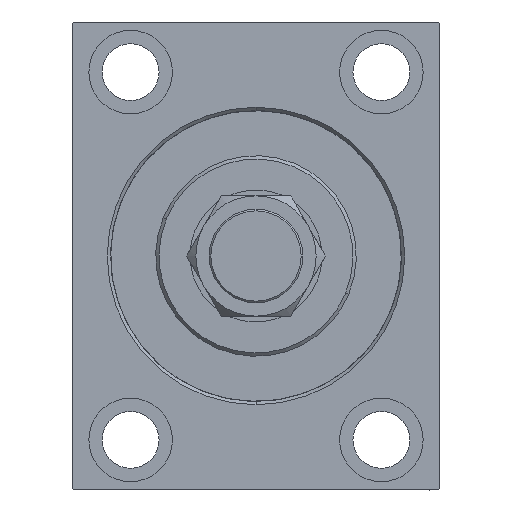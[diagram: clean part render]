
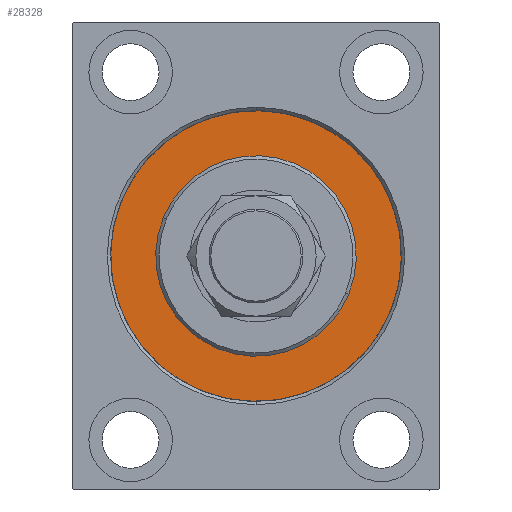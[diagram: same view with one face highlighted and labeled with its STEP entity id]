
A CAD part, left-side view. The second image highlights one B-rep face of the part: STEP entity #28328.
In plain terms, the highlighted face is planar.
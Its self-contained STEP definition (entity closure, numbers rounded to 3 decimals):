
#2800 = VERTEX_POINT ( 'NONE', #19426 ) ;
#3794 = CARTESIAN_POINT ( 'NONE',  ( 0., 0., -43.5 ) ) ;
#4650 = DIRECTION ( 'NONE',  ( 0., 0., 1. ) ) ;
#5011 = AXIS2_PLACEMENT_3D ( 'NONE', #24966, #38192, #42133 ) ;
#5018 = EDGE_CURVE ( 'NONE', #2800, #15032, #30188, .T. ) ;
#5427 = DIRECTION ( 'NONE',  ( 1., 0., 0. ) ) ;
#5899 = EDGE_CURVE ( 'NONE', #15032, #2800, #9473, .T. ) ;
#6942 = CARTESIAN_POINT ( 'NONE',  ( 0., 0., -30. ) ) ;
#6978 = DIRECTION ( 'NONE',  ( -1., 0., 0. ) ) ;
#9185 = EDGE_CURVE ( 'NONE', #39712, #15590, #24975, .T. ) ;
#9473 = CIRCLE ( 'NONE', #5011, 30. ) ;
#10573 = AXIS2_PLACEMENT_3D ( 'NONE', #45445, #6978, #31541 ) ;
#11591 = AXIS2_PLACEMENT_3D ( 'NONE', #14626, #36857, #4650 ) ;
#11691 = DIRECTION ( 'NONE',  ( 0., 0., -1. ) ) ;
#14626 = CARTESIAN_POINT ( 'NONE',  ( 0., 0., 0. ) ) ;
#14637 = AXIS2_PLACEMENT_3D ( 'NONE', #38561, #31604, #42728 ) ;
#15032 = VERTEX_POINT ( 'NONE', #6942 ) ;
#15180 = EDGE_LOOP ( 'NONE', ( #39125, #19044 ) ) ;
#15590 = VERTEX_POINT ( 'NONE', #3794 ) ;
#18411 = CARTESIAN_POINT ( 'NONE',  ( 0., 0., 0. ) ) ;
#19044 = ORIENTED_EDGE ( 'NONE', *, *, #9185, .F. ) ;
#19426 = CARTESIAN_POINT ( 'NONE',  ( 0., 0., 30. ) ) ;
#22998 = FACE_BOUND ( 'NONE', #23538, .T. ) ;
#23538 = EDGE_LOOP ( 'NONE', ( #28604, #31978 ) ) ;
#24591 = FACE_OUTER_BOUND ( 'NONE', #15180, .T. ) ;
#24966 = CARTESIAN_POINT ( 'NONE',  ( 0., 0., 0. ) ) ;
#24975 = CIRCLE ( 'NONE', #14637, 43.5 ) ;
#28328 = ADVANCED_FACE ( 'NONE', ( #22998, #24591 ), #45217, .F. ) ;
#28604 = ORIENTED_EDGE ( 'NONE', *, *, #5018, .F. ) ;
#29463 = AXIS2_PLACEMENT_3D ( 'NONE', #18411, #5427, #11691 ) ;
#30188 = CIRCLE ( 'NONE', #29463, 30. ) ;
#30838 = CIRCLE ( 'NONE', #11591, 43.5 ) ;
#31541 = DIRECTION ( 'NONE',  ( 0., 0., 1. ) ) ;
#31604 = DIRECTION ( 'NONE',  ( -1., 0., 0. ) ) ;
#31978 = ORIENTED_EDGE ( 'NONE', *, *, #5899, .F. ) ;
#36840 = CARTESIAN_POINT ( 'NONE',  ( 0., 0., 43.5 ) ) ;
#36857 = DIRECTION ( 'NONE',  ( -1., 0., 0. ) ) ;
#38192 = DIRECTION ( 'NONE',  ( 1., 0., 0. ) ) ;
#38561 = CARTESIAN_POINT ( 'NONE',  ( 0., 0., 0. ) ) ;
#39125 = ORIENTED_EDGE ( 'NONE', *, *, #41479, .F. ) ;
#39712 = VERTEX_POINT ( 'NONE', #36840 ) ;
#41479 = EDGE_CURVE ( 'NONE', #15590, #39712, #30838, .T. ) ;
#42133 = DIRECTION ( 'NONE',  ( 0., 0., -1. ) ) ;
#42728 = DIRECTION ( 'NONE',  ( 0., 0., 1. ) ) ;
#45217 = PLANE ( 'NONE',  #10573 ) ;
#45445 = CARTESIAN_POINT ( 'NONE',  ( 0., 0., 0. ) ) ;
